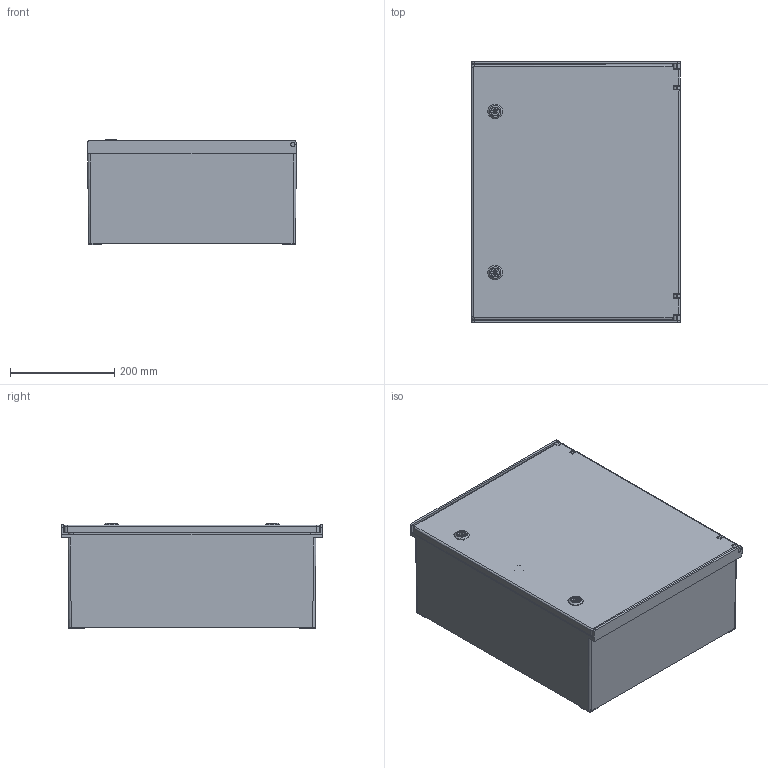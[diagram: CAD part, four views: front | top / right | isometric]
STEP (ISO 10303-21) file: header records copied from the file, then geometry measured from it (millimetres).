
FILE_DESCRIPTION (( 'STEP AP214' ), '1' );
FILE_NAME ('PS-4050.STEP', '2011-05-17T14:18:06', ( '' ), ( '' ), 'SwSTEP 2.0', 'SolidWorks 2010', '' );
FILE_SCHEMA (( 'AUTOMOTIVE_DESIGN' ));
Length unit declared in the file: millimetre
Products named in the file (12): ENG-110568_10PS-4050; ENG-110623; ENG-110603_32PS-4050; ENG-110518_400 x 500; ENG-029516_245; ENG-012226; ENG-20060704100; ENG-029515; ENG-012225; ENG-029520; ENG-029550; PS-4050
Assembly tree (14 placements, depth 4):
  PS-4050
    ENG-110568_10PS-4050
    ENG-110623
      ENG-029516_245  x2
        ENG-012226
        ENG-012225
        ENG-029515
        ENG-20060704100
      ENG-029520  x2
      ENG-110603_32PS-4050
      ENG-110518_400 x 500
      ENG-029550  x2
Bounding box: 400 x 500 x 203 mm (x, y, z)
Volume: 2622795.5 mm3; surface area: 1757066.1 mm2
Topology: 19 solids, 19 shells, 2392 faces, 5840 edges, 3599 vertices
Faces by surface type: plane 943, cylinder 665, cone 384, bspline 320, torus 68, sphere 12
Entity records: 64447 total; most frequent: CARTESIAN_POINT 16499, DIRECTION 9477, ORIENTED_EDGE 9090, EDGE_CURVE 4545, AXIS2_PLACEMENT_3D 3581, VERTEX_POINT 2884, LINE 2315, VECTOR 2315
